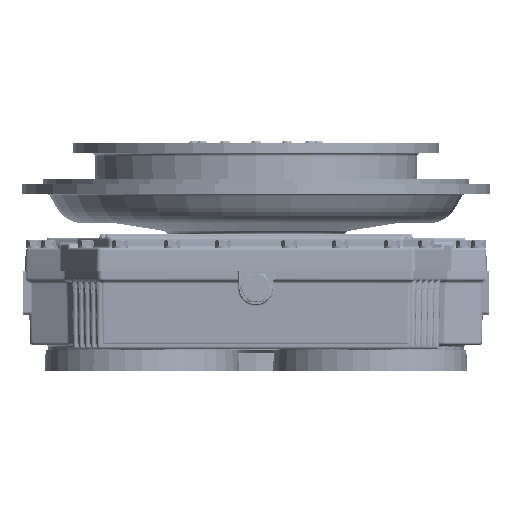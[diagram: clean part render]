
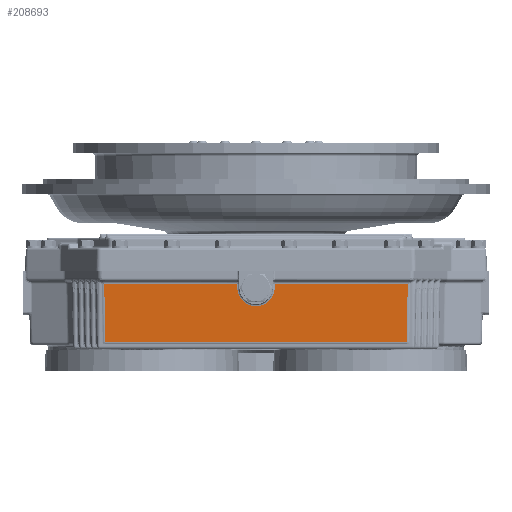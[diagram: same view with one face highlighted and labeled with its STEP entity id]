
A CAD part, front view. The second image highlights one B-rep face of the part: STEP entity #208693.
In plain terms, the highlighted planar face has unit normal (0, -1, -0.026).
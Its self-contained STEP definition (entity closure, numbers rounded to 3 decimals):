
#57360 = CARTESIAN_POINT ( 'NONE',  ( 146.198, -199.681, -12.194 ) ) ;
#57362 = DIRECTION ( 'NONE',  ( 0.015, -0.026, 1. ) ) ;
#57364 = VECTOR ( 'NONE', #57362, 1000. ) ;
#57366 = CARTESIAN_POINT ( 'NONE',  ( 146.352, -199.947, -2.005 ) ) ;
#57367 = LINE ( 'NONE', #57366, #57364 ) ;
#57370 = CARTESIAN_POINT ( 'NONE',  ( 145.345, -198.204, -68.579 ) ) ;
#57372 = DIRECTION ( 'NONE',  ( 1., 0., 0. ) ) ;
#57375 = VECTOR ( 'NONE', #57372, 1000. ) ;
#57377 = CARTESIAN_POINT ( 'NONE',  ( 13.633, -198.204, -68.579 ) ) ;
#57378 = LINE ( 'NONE', #57377, #57375 ) ;
#57383 = CARTESIAN_POINT ( 'NONE',  ( -145.345, -198.204, -68.579 ) ) ;
#57384 = DIRECTION ( 'NONE',  ( 0.015, 0.026, -1. ) ) ;
#57386 = VECTOR ( 'NONE', #57384, 1000. ) ;
#57387 = CARTESIAN_POINT ( 'NONE',  ( -146.346, -199.937, -2.417 ) ) ;
#57388 = LINE ( 'NONE', #57387, #57386 ) ;
#57391 = CARTESIAN_POINT ( 'NONE',  ( -146.198, -199.681, -12.194 ) ) ;
#57394 = DIRECTION ( 'NONE',  ( -1., 0., 0. ) ) ;
#57396 = VECTOR ( 'NONE', #57394, 1000. ) ;
#57398 = CARTESIAN_POINT ( 'NONE',  ( -146.231, -199.681, -12.194 ) ) ;
#57400 = LINE ( 'NONE', #57398, #57396 ) ;
#57410 = CARTESIAN_POINT ( 'NONE',  ( -18.104, -199.681, -12.194 ) ) ;
#57413 = DIRECTION ( 'NONE',  ( -0.026, -0.026, 0.999 ) ) ;
#57414 = VECTOR ( 'NONE', #57413, 1000. ) ;
#57416 = CARTESIAN_POINT ( 'NONE',  ( -18.402, -199.978, -0.838 ) ) ;
#57417 = LINE ( 'NONE', #57416, #57414 ) ;
#57486 = FACE_OUTER_BOUND ( 'NONE', #208697, .T. ) ;
#57557 = CARTESIAN_POINT ( 'NONE',  ( -17.994, -199.57, -16.419 ) ) ;
#57558 = CARTESIAN_POINT ( 'NONE',  ( -17.099, -198.675, -50.604 ) ) ;
#57559 = CARTESIAN_POINT ( 'NONE',  ( 17.099, -198.675, -50.604 ) ) ;
#57560 = CARTESIAN_POINT ( 'NONE',  ( 17.994, -199.57, -16.419 ) ) ;
#57570 =( BOUNDED_CURVE ( )  B_SPLINE_CURVE ( 3, ( #57560, #57559, #57558, #57557 ),
 .UNSPECIFIED., .F., .T. ) 
 B_SPLINE_CURVE_WITH_KNOTS ( ( 4, 4 ),
 ( 1.597, 4.686 ),
 .UNSPECIFIED. ) 
 CURVE ( )  GEOMETRIC_REPRESENTATION_ITEM ( )  RATIONAL_B_SPLINE_CURVE ( ( 1., 0.351, 0.351, 1. ) ) 
 REPRESENTATION_ITEM ( '' )  );
#57581 = CARTESIAN_POINT ( 'NONE',  ( -17.994, -199.57, -16.419 ) ) ;
#57583 = CARTESIAN_POINT ( 'NONE',  ( 17.994, -199.57, -16.419 ) ) ;
#57586 = DIRECTION ( 'NONE',  ( 0., -0.026, 1. ) ) ;
#57588 = DIRECTION ( 'NONE',  ( 0., -1., -0.026 ) ) ;
#57592 = CARTESIAN_POINT ( 'NONE',  ( 13.633, -200., 0. ) ) ;
#57595 = AXIS2_PLACEMENT_3D ( 'NONE', #57592, #57588, #57586 ) ;
#57602 = PLANE ( 'NONE',  #57595 ) ;
#57963 = DIRECTION ( 'NONE',  ( -0.026, 0.026, -0.999 ) ) ;
#57965 = VECTOR ( 'NONE', #57963, 1000. ) ;
#57967 = CARTESIAN_POINT ( 'NONE',  ( 18.42, -199.997, -0.125 ) ) ;
#57969 = LINE ( 'NONE', #57967, #57965 ) ;
#57980 = CARTESIAN_POINT ( 'NONE',  ( 18.104, -199.681, -12.194 ) ) ;
#57983 = DIRECTION ( 'NONE',  ( -1., 0., 0. ) ) ;
#57985 = VECTOR ( 'NONE', #57983, 1000. ) ;
#57987 = CARTESIAN_POINT ( 'NONE',  ( -146.231, -199.681, -12.194 ) ) ;
#58015 = LINE ( 'NONE', #57987, #57985 ) ;
#208634 = EDGE_CURVE ( 'NONE', #208708, #208636, #57417, .T. ) ;
#208636 = VERTEX_POINT ( 'NONE', #57410 ) ;
#208638 = ORIENTED_EDGE ( 'NONE', *, *, #208639, .T. ) ;
#208639 = EDGE_CURVE ( 'NONE', #208636, #208641, #57400, .T. ) ;
#208641 = VERTEX_POINT ( 'NONE', #57391 ) ;
#208644 = ORIENTED_EDGE ( 'NONE', *, *, #208646, .T. ) ;
#208646 = EDGE_CURVE ( 'NONE', #208641, #208649, #57388, .T. ) ;
#208649 = VERTEX_POINT ( 'NONE', #57383 ) ;
#208652 = ORIENTED_EDGE ( 'NONE', *, *, #208655, .T. ) ;
#208655 = EDGE_CURVE ( 'NONE', #208649, #208659, #57378, .T. ) ;
#208659 = VERTEX_POINT ( 'NONE', #57370 ) ;
#208663 = ORIENTED_EDGE ( 'NONE', *, *, #208666, .T. ) ;
#208666 = EDGE_CURVE ( 'NONE', #208659, #208669, #57367, .T. ) ;
#208669 = VERTEX_POINT ( 'NONE', #57360 ) ;
#208671 = ORIENTED_EDGE ( 'NONE', *, *, #208800, .T. ) ;
#208693 = ADVANCED_FACE ( 'NONE', ( #57486 ), #57602, .T. ) ;
#208697 = EDGE_LOOP ( 'NONE', ( #208699, #208710, #208638, #208644, #208652, #208663, #208671, #208803 ) ) ;
#208699 = ORIENTED_EDGE ( 'NONE', *, *, #208702, .T. ) ;
#208702 = EDGE_CURVE ( 'NONE', #208704, #208708, #57570, .T. ) ;
#208704 = VERTEX_POINT ( 'NONE', #57583 ) ;
#208708 = VERTEX_POINT ( 'NONE', #57581 ) ;
#208710 = ORIENTED_EDGE ( 'NONE', *, *, #208634, .T. ) ;
#208800 = EDGE_CURVE ( 'NONE', #208669, #208802, #58015, .T. ) ;
#208802 = VERTEX_POINT ( 'NONE', #57980 ) ;
#208803 = ORIENTED_EDGE ( 'NONE', *, *, #208804, .T. ) ;
#208804 = EDGE_CURVE ( 'NONE', #208802, #208704, #57969, .T. ) ;
